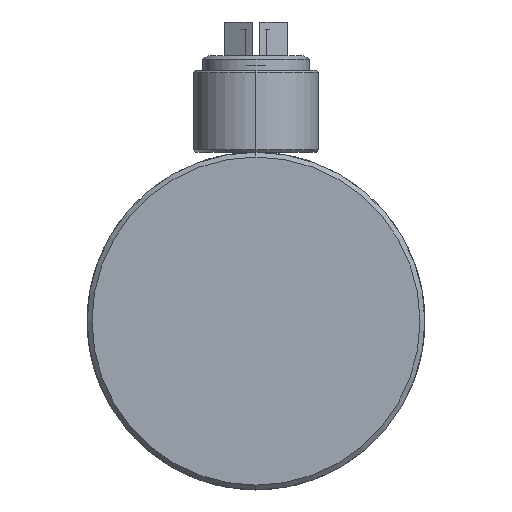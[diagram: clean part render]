
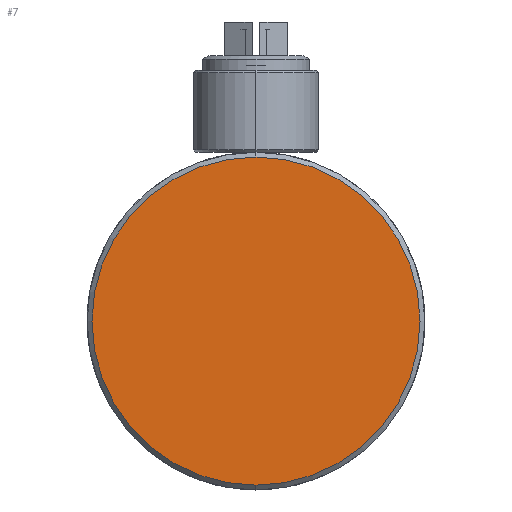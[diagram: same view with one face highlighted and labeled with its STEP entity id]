
A CAD part, left-side view. The second image highlights one B-rep face of the part: STEP entity #7.
In plain terms, the highlighted planar face has unit normal (-1, 0, 0).
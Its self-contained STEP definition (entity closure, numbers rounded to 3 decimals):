
#3 = AXIS2_PLACEMENT_3D ( 'NONE', #5156, #4656, #1445 ) ;
#7 = ADVANCED_FACE ( 'NONE', ( #6915 ), #1125, .T. ) ;
#492 = CARTESIAN_POINT ( 'NONE',  ( -48., 0., 34. ) ) ;
#842 = DIRECTION ( 'NONE',  ( 0., 0., 1. ) ) ;
#964 = ORIENTED_EDGE ( 'NONE', *, *, #2102, .T. ) ;
#1079 = ORIENTED_EDGE ( 'NONE', *, *, #7383, .T. ) ;
#1125 = PLANE ( 'NONE',  #4639 ) ;
#1445 = DIRECTION ( 'NONE',  ( 0., 0., 1. ) ) ;
#1707 = VERTEX_POINT ( 'NONE', #6039 ) ;
#2102 = EDGE_CURVE ( 'NONE', #1707, #5940, #7357, .T. ) ;
#2515 = CARTESIAN_POINT ( 'NONE',  ( -48., 0., 0. ) ) ;
#3068 = DIRECTION ( 'NONE',  ( -1., 0., 0. ) ) ;
#3636 = CIRCLE ( 'NONE', #3, 34. ) ;
#4151 = CARTESIAN_POINT ( 'NONE',  ( -48., 0., 34. ) ) ;
#4520 = AXIS2_PLACEMENT_3D ( 'NONE', #2515, #6532, #5769 ) ;
#4639 = AXIS2_PLACEMENT_3D ( 'NONE', #492, #3068, #842 ) ;
#4656 = DIRECTION ( 'NONE',  ( -1., 0., 0. ) ) ;
#5156 = CARTESIAN_POINT ( 'NONE',  ( -48., 0., 0. ) ) ;
#5769 = DIRECTION ( 'NONE',  ( 0., 0., 1. ) ) ;
#5940 = VERTEX_POINT ( 'NONE', #4151 ) ;
#6039 = CARTESIAN_POINT ( 'NONE',  ( -48., 0., -34. ) ) ;
#6532 = DIRECTION ( 'NONE',  ( -1., 0., 0. ) ) ;
#6915 = FACE_OUTER_BOUND ( 'NONE', #7307, .T. ) ;
#7307 = EDGE_LOOP ( 'NONE', ( #964, #1079 ) ) ;
#7357 = CIRCLE ( 'NONE', #4520, 34. ) ;
#7383 = EDGE_CURVE ( 'NONE', #5940, #1707, #3636, .T. ) ;
